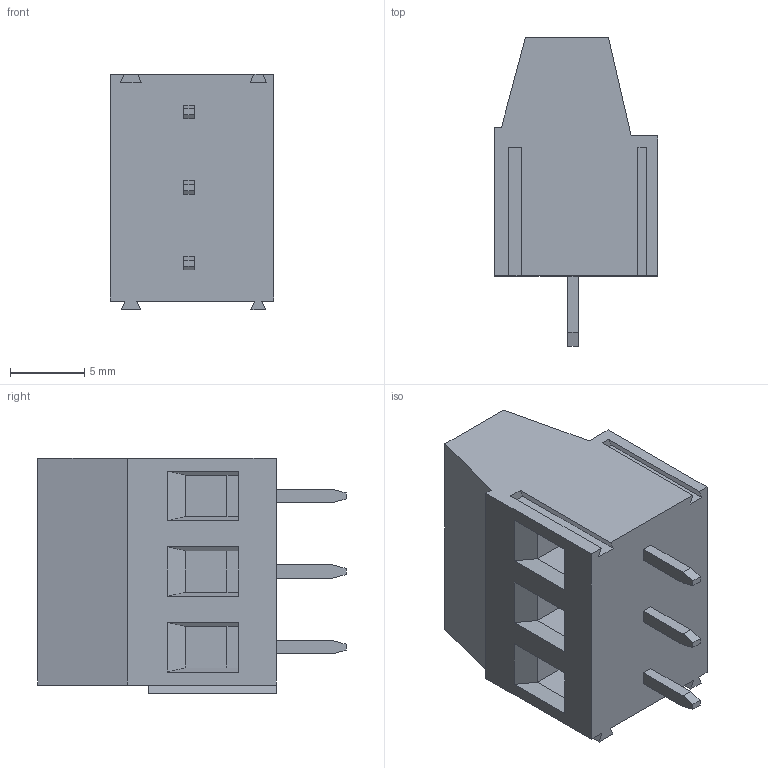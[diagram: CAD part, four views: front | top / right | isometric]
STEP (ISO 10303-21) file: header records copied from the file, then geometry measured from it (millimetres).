
FILE_DESCRIPTION(('STEP AP214'),'1');
FILE_NAME('MV253-5,08-V-B.stp','2018-01-16T16:48:35',(' '),(' '),'Spatial InterOp 3D',' ',' ');
FILE_SCHEMA(('automotive_design'));
Length unit declared in the file: metre
Products named in the file (1): 1
Bounding box: 11 x 20.7 x 15.84 mm (x, y, z)
Volume: 1943.5 mm3; surface area: 1622.5 mm2
Topology: 1 solids, 1 shells, 137 faces, 351 edges, 228 vertices
Faces by surface type: plane 134, cylinder 3
Full cylindrical faces by diameter (mm): 4 x3
Entity records: 5127 total; most frequent: CARTESIAN_POINT 708, ORIENTED_EDGE 690, DIRECTION 636, EDGE_CURVE 345, LINE 330, VECTOR 330, VERTEX_POINT 225, AXIS2_PLACEMENT_3D 153
